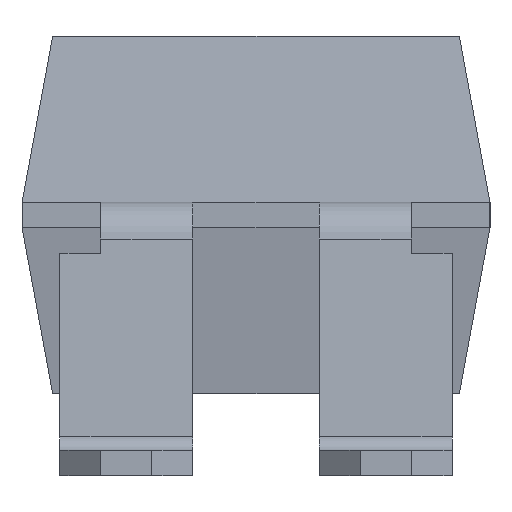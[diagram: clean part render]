
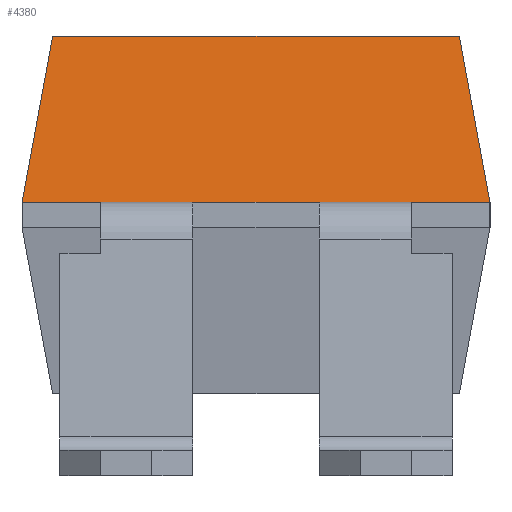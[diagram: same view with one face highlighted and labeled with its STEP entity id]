
A CAD part, left-side view. The second image highlights one B-rep face of the part: STEP entity #4380.
In plain terms, the highlighted planar face has unit normal (-0.988, 0, 0.152).
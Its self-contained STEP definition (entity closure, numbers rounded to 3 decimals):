
#316=ORIENTED_EDGE('',*,*,#1268,.T.);
#317=ORIENTED_EDGE('',*,*,#1269,.T.);
#318=ORIENTED_EDGE('',*,*,#1262,.F.);
#319=ORIENTED_EDGE('',*,*,#1255,.F.);
#320=ORIENTED_EDGE('',*,*,#1270,.F.);
#321=ORIENTED_EDGE('',*,*,#1235,.F.);
#322=ORIENTED_EDGE('',*,*,#1243,.F.);
#323=ORIENTED_EDGE('',*,*,#1271,.F.);
#1235=EDGE_CURVE('',#1712,#1716,#2033,.T.);
#1243=EDGE_CURVE('',#1720,#1712,#2041,.T.);
#1255=EDGE_CURVE('',#1729,#1723,#2053,.T.);
#1262=EDGE_CURVE('',#1723,#1733,#2060,.T.);
#1268=EDGE_CURVE('',#1738,#1739,#2066,.T.);
#1269=EDGE_CURVE('',#1739,#1733,#2067,.T.);
#1270=EDGE_CURVE('',#1716,#1729,#2068,.T.);
#1271=EDGE_CURVE('',#1738,#1720,#2069,.T.);
#1712=VERTEX_POINT('',#5427);
#1716=VERTEX_POINT('',#5439);
#1720=VERTEX_POINT('',#5454);
#1723=VERTEX_POINT('',#5461);
#1729=VERTEX_POINT('',#5477);
#1733=VERTEX_POINT('',#5492);
#1738=VERTEX_POINT('',#5505);
#1739=VERTEX_POINT('',#5506);
#2033=LINE('',#5438,#2329);
#2041=LINE('',#5453,#2337);
#2053=LINE('',#5478,#2349);
#2060=LINE('',#5491,#2356);
#2066=LINE('',#5504,#2362);
#2067=LINE('',#5507,#2363);
#2068=LINE('',#5508,#2364);
#2069=LINE('',#5509,#2365);
#2329=VECTOR('',#4772,1000.);
#2337=VECTOR('',#4786,1000.);
#2349=VECTOR('',#4804,1000.);
#2356=VECTOR('',#4817,1000.);
#2362=VECTOR('',#4827,1000.);
#2363=VECTOR('',#4828,1000.);
#2364=VECTOR('',#4829,1000.);
#2365=VECTOR('',#4830,1000.);
#2631=EDGE_LOOP('',(#316,#317,#318,#319,#320,#321,#322,#323));
#2857=FACE_BOUND('',#2631,.T.);
#3083=PLANE('',#4587);
#4380=ADVANCED_FACE('',(#2857),#3083,.T.);
#4587=AXIS2_PLACEMENT_3D('',#5503,#4825,#4826);
#4772=DIRECTION('',(0.,1.,0.));
#4786=DIRECTION('',(0.,1.,0.));
#4804=DIRECTION('',(0.,1.,0.));
#4817=DIRECTION('',(0.,1.,0.));
#4825=DIRECTION('',(-0.988,0.,0.152));
#4826=DIRECTION('',(0.152,0.,0.988));
#4827=DIRECTION('',(0.,1.,0.));
#4828=DIRECTION('',(-0.15,0.18,-0.972));
#4829=DIRECTION('',(0.,1.,0.));
#4830=DIRECTION('',(-0.15,-0.18,-0.972));
#5427=CARTESIAN_POINT('',(-3.25,-1.52,0.125));
#5438=CARTESIAN_POINT('',(-3.25,-2.29,0.125));
#5439=CARTESIAN_POINT('',(-3.25,-0.62,0.125));
#5453=CARTESIAN_POINT('',(-3.25,-2.29,0.125));
#5454=CARTESIAN_POINT('',(-3.25,-2.29,0.125));
#5461=CARTESIAN_POINT('',(-3.25,1.52,0.125));
#5477=CARTESIAN_POINT('',(-3.25,0.62,0.125));
#5478=CARTESIAN_POINT('',(-3.25,-2.29,0.125));
#5491=CARTESIAN_POINT('',(-3.25,-2.29,0.125));
#5492=CARTESIAN_POINT('',(-3.25,2.29,0.125));
#5503=CARTESIAN_POINT('',(-3.25,-2.29,0.125));
#5504=CARTESIAN_POINT('',(-3.,-2.29,1.75));
#5505=CARTESIAN_POINT('',(-3.,-1.99,1.75));
#5506=CARTESIAN_POINT('',(-3.,1.99,1.75));
#5507=CARTESIAN_POINT('',(-3.127,2.142,0.924));
#5508=CARTESIAN_POINT('',(-3.25,-2.29,0.125));
#5509=CARTESIAN_POINT('',(-3.25,-2.29,0.125));
